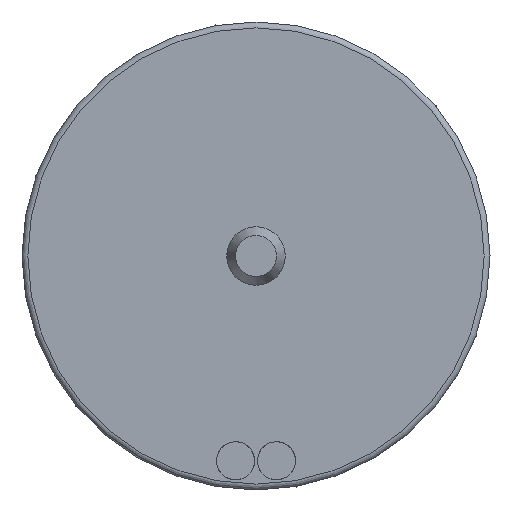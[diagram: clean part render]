
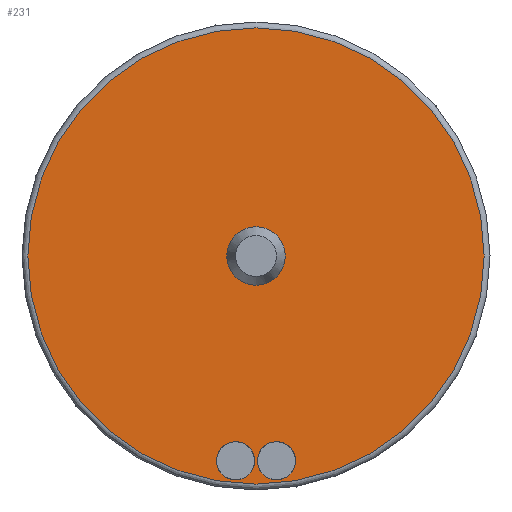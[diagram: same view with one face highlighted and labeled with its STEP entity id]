
A CAD part, left-side view. The second image highlights one B-rep face of the part: STEP entity #231.
In plain terms, the highlighted planar face has unit normal (-1, 0, 0).
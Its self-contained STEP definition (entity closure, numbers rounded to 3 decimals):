
#231 = ADVANCED_FACE( '', ( #447, #448, #449, #450 ), #451, .T. );
#447 = FACE_BOUND( '', #977, .T. );
#448 = FACE_BOUND( '', #978, .T. );
#449 = FACE_OUTER_BOUND( '', #979, .T. );
#450 = FACE_BOUND( '', #980, .T. );
#451 = PLANE( '', #981 );
#977 = EDGE_LOOP( '', ( #2266 ) );
#978 = EDGE_LOOP( '', ( #2267 ) );
#979 = EDGE_LOOP( '', ( #2268 ) );
#980 = EDGE_LOOP( '', ( #2269 ) );
#981 = AXIS2_PLACEMENT_3D( '', #2270, #2271, #2272 );
#2266 = ORIENTED_EDGE( '', *, *, #2840, .F. );
#2267 = ORIENTED_EDGE( '', *, *, #2841, .F. );
#2268 = ORIENTED_EDGE( '', *, *, #2842, .T. );
#2269 = ORIENTED_EDGE( '', *, *, #2843, .F. );
#2270 = CARTESIAN_POINT( '', ( 0., 0., 1. ) );
#2271 = DIRECTION( '', ( -1., 0., 0. ) );
#2272 = DIRECTION( '', ( 0., 0., 1. ) );
#2840 = EDGE_CURVE( '', #3082, #3082, #3083, .T. );
#2841 = EDGE_CURVE( '', #3084, #3084, #3085, .T. );
#2842 = EDGE_CURVE( '', #3086, #3086, #3087, .T. );
#2843 = EDGE_CURVE( '', #3088, #3088, #3089, .T. );
#3082 = VERTEX_POINT( '', #3554 );
#3083 = CIRCLE( '', #3555, 0.65 );
#3084 = VERTEX_POINT( '', #3556 );
#3085 = CIRCLE( '', #3557, 0.65 );
#3086 = VERTEX_POINT( '', #3558 );
#3087 = CIRCLE( '', #3559, 7.8 );
#3088 = VERTEX_POINT( '', #3560 );
#3089 = CIRCLE( '', #3561, 1. );
#3554 = CARTESIAN_POINT( '', ( 0., 0.7, -6.35 ) );
#3555 = AXIS2_PLACEMENT_3D( '', #4891, #4892, #4893 );
#3556 = CARTESIAN_POINT( '', ( 0., -0.7, -6.35 ) );
#3557 = AXIS2_PLACEMENT_3D( '', #4894, #4895, #4896 );
#3558 = CARTESIAN_POINT( '', ( 0., 0., 7.8 ) );
#3559 = AXIS2_PLACEMENT_3D( '', #4897, #4898, #4899 );
#3560 = CARTESIAN_POINT( '', ( 0., 0., 1. ) );
#3561 = AXIS2_PLACEMENT_3D( '', #4900, #4901, #4902 );
#4891 = CARTESIAN_POINT( '', ( 0., 0.7, -7. ) );
#4892 = DIRECTION( '', ( -1., 0., 0. ) );
#4893 = DIRECTION( '', ( 0., 0., 1. ) );
#4894 = CARTESIAN_POINT( '', ( 0., -0.7, -7. ) );
#4895 = DIRECTION( '', ( -1., 0., 0. ) );
#4896 = DIRECTION( '', ( 0., 0., 1. ) );
#4897 = CARTESIAN_POINT( '', ( 0., 0., 0. ) );
#4898 = DIRECTION( '', ( -1., 0., 0. ) );
#4899 = DIRECTION( '', ( 0., 0., 1. ) );
#4900 = CARTESIAN_POINT( '', ( 0., 0., 0. ) );
#4901 = DIRECTION( '', ( -1., 0., 0. ) );
#4902 = DIRECTION( '', ( 0., 0., 1. ) );
